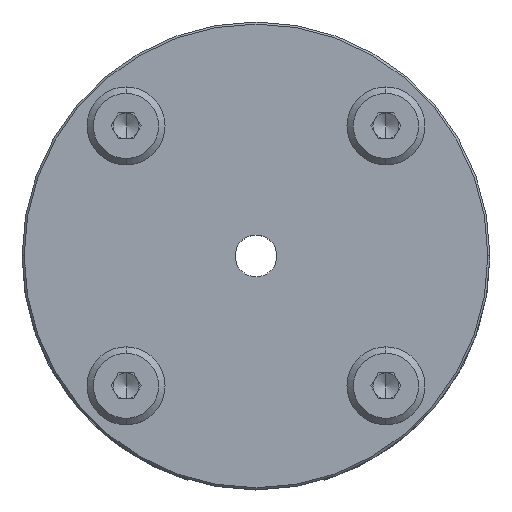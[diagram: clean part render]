
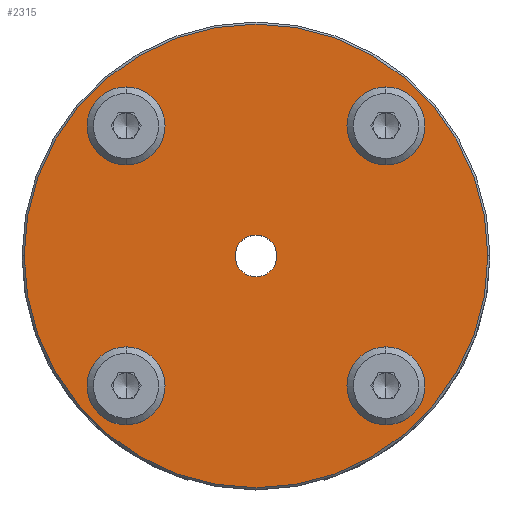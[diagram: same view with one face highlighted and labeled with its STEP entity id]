
A CAD part, top view. The second image highlights one B-rep face of the part: STEP entity #2315.
In plain terms, the highlighted planar face has unit normal (0, 0, 1).
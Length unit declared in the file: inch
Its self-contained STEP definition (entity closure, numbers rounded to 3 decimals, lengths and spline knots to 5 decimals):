
#68 = VERTEX_POINT ( 'NONE', #298 ) ;
#96 = CIRCLE ( 'NONE', #3384, 1.115 ) ;
#116 = EDGE_CURVE ( 'NONE', #4133, #185, #1987, .T. ) ;
#144 = VERTEX_POINT ( 'NONE', #1666 ) ;
#185 = VERTEX_POINT ( 'NONE', #7300 ) ;
#298 = CARTESIAN_POINT ( 'NONE',  ( -0.1005, 0., 0.375 ) ) ;
#308 = AXIS2_PLACEMENT_3D ( 'NONE', #7054, #3656, #5981 ) ;
#310 = DIRECTION ( 'NONE',  ( 0., 0., 1. ) ) ;
#316 = AXIS2_PLACEMENT_3D ( 'NONE', #4285, #1440, #868 ) ;
#462 = DIRECTION ( 'NONE',  ( 1., 0., 0. ) ) ;
#468 = CARTESIAN_POINT ( 'NONE',  ( 0., 0., 0.375 ) ) ;
#522 = ORIENTED_EDGE ( 'NONE', *, *, #1842, .F. ) ;
#544 = CARTESIAN_POINT ( 'NONE',  ( -0.77344, 0.625, 0.375 ) ) ;
#590 = DIRECTION ( 'NONE',  ( 1., 0., 0. ) ) ;
#614 = DIRECTION ( 'NONE',  ( 1., 0., 0. ) ) ;
#638 = CARTESIAN_POINT ( 'NONE',  ( 0.1005, 0., 0.375 ) ) ;
#779 = CIRCLE ( 'NONE', #804, 0.14844 ) ;
#804 = AXIS2_PLACEMENT_3D ( 'NONE', #4069, #7010, #6397 ) ;
#815 = VERTEX_POINT ( 'NONE', #7434 ) ;
#821 = CIRCLE ( 'NONE', #1787, 0.14844 ) ;
#868 = DIRECTION ( 'NONE',  ( 1., 0., 0. ) ) ;
#1044 = EDGE_LOOP ( 'NONE', ( #5967, #4059 ) ) ;
#1243 = PLANE ( 'NONE',  #2628 ) ;
#1266 = CARTESIAN_POINT ( 'NONE',  ( 0., 0., 0.375 ) ) ;
#1282 = EDGE_CURVE ( 'NONE', #3880, #5964, #779, .T. ) ;
#1320 = CIRCLE ( 'NONE', #7289, 0.14844 ) ;
#1352 = EDGE_CURVE ( 'NONE', #7147, #815, #4550, .T. ) ;
#1422 = VERTEX_POINT ( 'NONE', #6112 ) ;
#1440 = DIRECTION ( 'NONE',  ( 0., 0., 1. ) ) ;
#1522 = AXIS2_PLACEMENT_3D ( 'NONE', #468, #7381, #2763 ) ;
#1552 = CIRCLE ( 'NONE', #3151, 1.115 ) ;
#1572 = DIRECTION ( 'NONE',  ( 0., 0., 1. ) ) ;
#1666 = CARTESIAN_POINT ( 'NONE',  ( -0.47656, 0.625, 0.375 ) ) ;
#1672 = CIRCLE ( 'NONE', #3508, 0.1005 ) ;
#1757 = DIRECTION ( 'NONE',  ( 0., 0., 1. ) ) ;
#1787 = AXIS2_PLACEMENT_3D ( 'NONE', #3364, #1572, #6797 ) ;
#1812 = FACE_OUTER_BOUND ( 'NONE', #5817, .T. ) ;
#1842 = EDGE_CURVE ( 'NONE', #68, #4694, #2509, .T. ) ;
#1936 = DIRECTION ( 'NONE',  ( 0., 0., 1. ) ) ;
#1987 = CIRCLE ( 'NONE', #2474, 0.14844 ) ;
#2283 = CIRCLE ( 'NONE', #5808, 0.14844 ) ;
#2315 = ADVANCED_FACE ( 'NONE', ( #6471, #2321, #4615, #4696, #1812, #5353 ), #1243, .T. ) ;
#2321 = FACE_BOUND ( 'NONE', #2421, .T. ) ;
#2399 = CARTESIAN_POINT ( 'NONE',  ( 0.625, 0.625, 0.375 ) ) ;
#2421 = EDGE_LOOP ( 'NONE', ( #6855, #3924 ) ) ;
#2474 = AXIS2_PLACEMENT_3D ( 'NONE', #2782, #5753, #6404 ) ;
#2509 = CIRCLE ( 'NONE', #1522, 0.1005 ) ;
#2584 = DIRECTION ( 'NONE',  ( 1., 0., 0. ) ) ;
#2589 = CARTESIAN_POINT ( 'NONE',  ( 0.77344, 0.625, 0.375 ) ) ;
#2628 = AXIS2_PLACEMENT_3D ( 'NONE', #2923, #5308, #590 ) ;
#2763 = DIRECTION ( 'NONE',  ( 1., 0., 0. ) ) ;
#2782 = CARTESIAN_POINT ( 'NONE',  ( -0.625, -0.625, 0.375 ) ) ;
#2878 = EDGE_LOOP ( 'NONE', ( #6367, #6451 ) ) ;
#2923 = CARTESIAN_POINT ( 'NONE',  ( 0., 0., 0.375 ) ) ;
#2977 = EDGE_LOOP ( 'NONE', ( #5631, #3812 ) ) ;
#2980 = CARTESIAN_POINT ( 'NONE',  ( 0.625, -0.625, 0.375 ) ) ;
#3151 = AXIS2_PLACEMENT_3D ( 'NONE', #1266, #1757, #614 ) ;
#3361 = ORIENTED_EDGE ( 'NONE', *, *, #6791, .T. ) ;
#3364 = CARTESIAN_POINT ( 'NONE',  ( -0.625, 0.625, 0.375 ) ) ;
#3384 = AXIS2_PLACEMENT_3D ( 'NONE', #4708, #1936, #7087 ) ;
#3508 = AXIS2_PLACEMENT_3D ( 'NONE', #6610, #5487, #6569 ) ;
#3618 = CIRCLE ( 'NONE', #316, 0.14844 ) ;
#3656 = DIRECTION ( 'NONE',  ( 0., 0., 1. ) ) ;
#3754 = EDGE_CURVE ( 'NONE', #144, #5002, #6050, .T. ) ;
#3812 = ORIENTED_EDGE ( 'NONE', *, *, #6226, .F. ) ;
#3839 = EDGE_CURVE ( 'NONE', #5964, #3880, #2283, .T. ) ;
#3880 = VERTEX_POINT ( 'NONE', #2589 ) ;
#3918 = EDGE_LOOP ( 'NONE', ( #4305, #522 ) ) ;
#3924 = ORIENTED_EDGE ( 'NONE', *, *, #3839, .F. ) ;
#3935 = CARTESIAN_POINT ( 'NONE',  ( -0.47656, -0.625, 0.375 ) ) ;
#4059 = ORIENTED_EDGE ( 'NONE', *, *, #4116, .F. ) ;
#4069 = CARTESIAN_POINT ( 'NONE',  ( 0.625, 0.625, 0.375 ) ) ;
#4116 = EDGE_CURVE ( 'NONE', #185, #4133, #3618, .T. ) ;
#4133 = VERTEX_POINT ( 'NONE', #3935 ) ;
#4285 = CARTESIAN_POINT ( 'NONE',  ( -0.625, -0.625, 0.375 ) ) ;
#4305 = ORIENTED_EDGE ( 'NONE', *, *, #6358, .F. ) ;
#4385 = CARTESIAN_POINT ( 'NONE',  ( 0.77344, -0.625, 0.375 ) ) ;
#4426 = AXIS2_PLACEMENT_3D ( 'NONE', #7310, #310, #2584 ) ;
#4550 = CIRCLE ( 'NONE', #4426, 0.14844 ) ;
#4601 = DIRECTION ( 'NONE',  ( 1., 0., 0. ) ) ;
#4615 = FACE_BOUND ( 'NONE', #2977, .T. ) ;
#4640 = CARTESIAN_POINT ( 'NONE',  ( 0.47656, 0.625, 0.375 ) ) ;
#4694 = VERTEX_POINT ( 'NONE', #638 ) ;
#4696 = FACE_BOUND ( 'NONE', #1044, .T. ) ;
#4708 = CARTESIAN_POINT ( 'NONE',  ( 0., 0., 0.375 ) ) ;
#4723 = DIRECTION ( 'NONE',  ( 0., 0., 1. ) ) ;
#5002 = VERTEX_POINT ( 'NONE', #544 ) ;
#5084 = EDGE_CURVE ( 'NONE', #5002, #144, #821, .T. ) ;
#5308 = DIRECTION ( 'NONE',  ( 0., 0., 1. ) ) ;
#5353 = FACE_BOUND ( 'NONE', #3918, .T. ) ;
#5448 = CARTESIAN_POINT ( 'NONE',  ( 1.115, 0., 0.375 ) ) ;
#5487 = DIRECTION ( 'NONE',  ( 0., 0., 1. ) ) ;
#5631 = ORIENTED_EDGE ( 'NONE', *, *, #1352, .F. ) ;
#5753 = DIRECTION ( 'NONE',  ( 0., 0., 1. ) ) ;
#5808 = AXIS2_PLACEMENT_3D ( 'NONE', #2399, #6087, #462 ) ;
#5817 = EDGE_LOOP ( 'NONE', ( #3361, #6489 ) ) ;
#5902 = EDGE_CURVE ( 'NONE', #6410, #1422, #1552, .T. ) ;
#5964 = VERTEX_POINT ( 'NONE', #4640 ) ;
#5967 = ORIENTED_EDGE ( 'NONE', *, *, #116, .F. ) ;
#5981 = DIRECTION ( 'NONE',  ( 1., 0., 0. ) ) ;
#6050 = CIRCLE ( 'NONE', #308, 0.14844 ) ;
#6087 = DIRECTION ( 'NONE',  ( 0., 0., 1. ) ) ;
#6112 = CARTESIAN_POINT ( 'NONE',  ( -1.115, 0., 0.375 ) ) ;
#6226 = EDGE_CURVE ( 'NONE', #815, #7147, #1320, .T. ) ;
#6358 = EDGE_CURVE ( 'NONE', #4694, #68, #1672, .T. ) ;
#6367 = ORIENTED_EDGE ( 'NONE', *, *, #3754, .F. ) ;
#6397 = DIRECTION ( 'NONE',  ( 1., 0., 0. ) ) ;
#6404 = DIRECTION ( 'NONE',  ( 1., 0., 0. ) ) ;
#6410 = VERTEX_POINT ( 'NONE', #5448 ) ;
#6451 = ORIENTED_EDGE ( 'NONE', *, *, #5084, .F. ) ;
#6471 = FACE_BOUND ( 'NONE', #2878, .T. ) ;
#6489 = ORIENTED_EDGE ( 'NONE', *, *, #5902, .T. ) ;
#6569 = DIRECTION ( 'NONE',  ( 1., 0., 0. ) ) ;
#6610 = CARTESIAN_POINT ( 'NONE',  ( 0., 0., 0.375 ) ) ;
#6791 = EDGE_CURVE ( 'NONE', #1422, #6410, #96, .T. ) ;
#6797 = DIRECTION ( 'NONE',  ( 1., 0., 0. ) ) ;
#6855 = ORIENTED_EDGE ( 'NONE', *, *, #1282, .F. ) ;
#7010 = DIRECTION ( 'NONE',  ( 0., 0., 1. ) ) ;
#7054 = CARTESIAN_POINT ( 'NONE',  ( -0.625, 0.625, 0.375 ) ) ;
#7087 = DIRECTION ( 'NONE',  ( 1., 0., 0. ) ) ;
#7147 = VERTEX_POINT ( 'NONE', #4385 ) ;
#7289 = AXIS2_PLACEMENT_3D ( 'NONE', #2980, #4723, #4601 ) ;
#7300 = CARTESIAN_POINT ( 'NONE',  ( -0.77344, -0.625, 0.375 ) ) ;
#7310 = CARTESIAN_POINT ( 'NONE',  ( 0.625, -0.625, 0.375 ) ) ;
#7381 = DIRECTION ( 'NONE',  ( 0., 0., 1. ) ) ;
#7434 = CARTESIAN_POINT ( 'NONE',  ( 0.47656, -0.625, 0.375 ) ) ;
